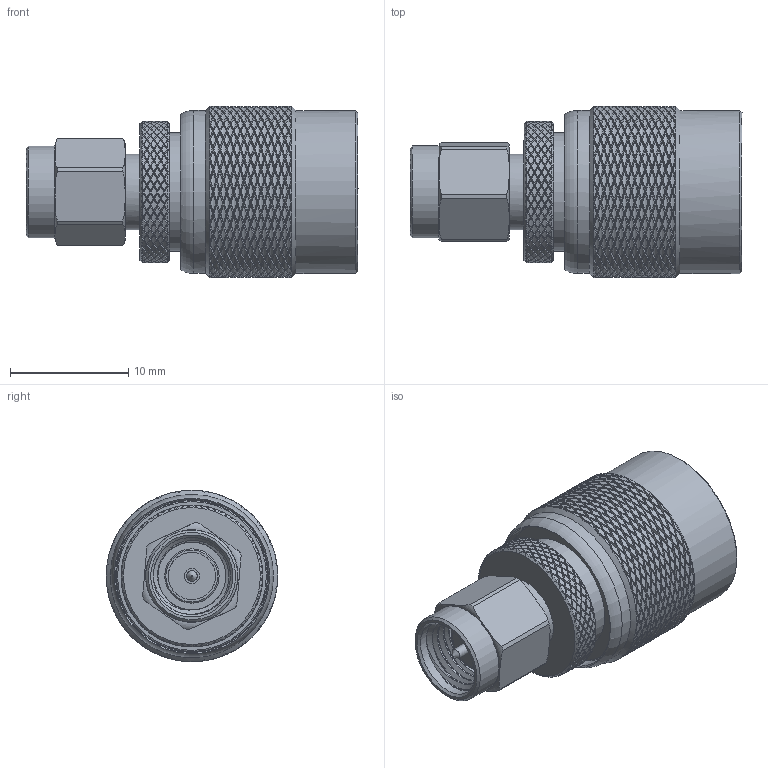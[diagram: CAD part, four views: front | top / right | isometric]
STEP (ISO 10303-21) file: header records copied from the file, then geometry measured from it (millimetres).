
FILE_DESCRIPTION(/* description */ ('Unknown'),/* implementation_level */ '2;1');
FILE_NAME(/* name */ '64403270211000',/* time_stamp */ '2023-04-17T11:46:52+02:00',/* author */ ('Unknown'),/* organization */ ('Unknown'),/* preprocessor_version */ 'ST-DEVELOPER v18.102',/* originating_system */ 'Solid Edge',/* authorisation */ 'Unknown');
FILE_SCHEMA (('AUTOMOTIVE_DESIGN {1 0 10303 214 3 1 1}'));
Products named in the file (1): 64403270211000
Bounding box: 28.1 x 14.5 x 14.5 mm (x, y, z)
Volume: 2222.9 mm3; surface area: 3728.9 mm2
Topology: 1 solids, 1 shells, 4002 faces, 9481 edges, 5504 vertices
Faces by surface type: bspline 2878, cylinder 961, plane 124, torus 20, cone 17, sphere 2
Full cylindrical faces by diameter (mm): 0.9 x1, 1.3 x1, 1.35 x1, 2.2 x1, 4 x1, 4.6 x1, 4.9 x1, 5 x1, 6 x1, 6.4 x2, 6.5 x1, 6.55 x5, 6.7 x1, 7.7 x2, 7.8 x1, 8.3 x1, 8.5 x1, 8.7 x1, 8.85 x1, 10 x1, 10.5 x1, 11.45 x1, 12.3 x1, 12.6 x1, 12.8 x1, 12.95 x1, 13.8 x2
Entity records: 181708 total; most frequent: CARTESIAN_POINT 95167, ORIENTED_EDGE 18754, EDGE_CURVE 9377, B_SPLINE_CURVE_WITH_KNOTS 5882, VERTEX_POINT 5464, EDGE_LOOP 4085, FACE_BOUND 4085, STYLED_ITEM 3998
